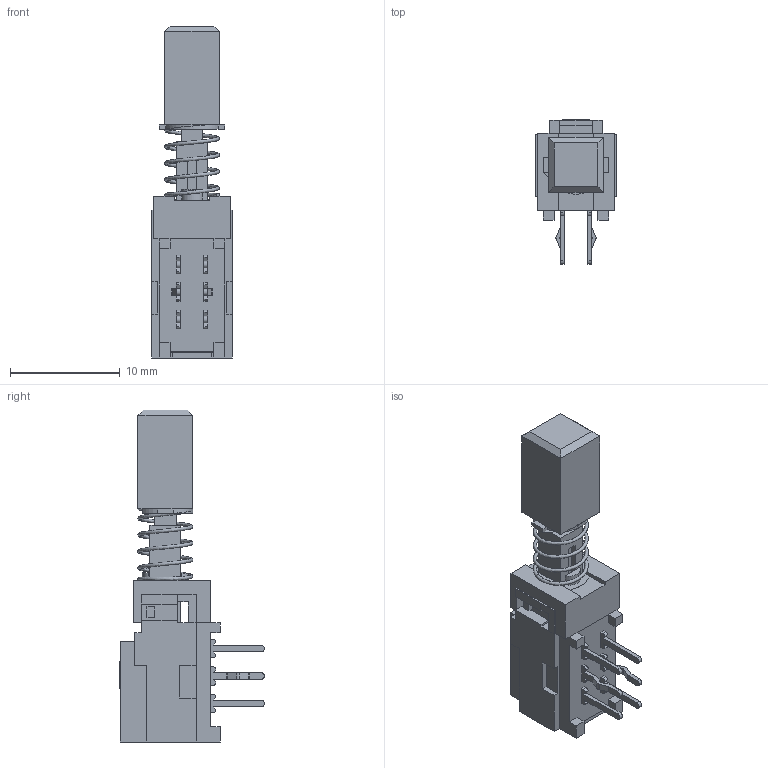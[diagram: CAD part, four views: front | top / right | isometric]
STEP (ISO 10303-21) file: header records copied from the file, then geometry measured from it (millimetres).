
FILE_DESCRIPTION(/* description */ (''),/* implementation_level */ '2;1');
FILE_NAME(/* name */ 'PBH2UOASNPNAGV1SDGR.stp',/* time_stamp */ '2025-12-30T07:24:25-06:00',/* author */ ('jmeyers'),/* organization */ (''),/* preprocessor_version */ 'ST-DEVELOPER v18.1',/* originating_system */ 'Autodesk Inventor 2022',/* authorisation */ '');
FILE_SCHEMA (('AUTOMOTIVE_DESIGN { 1 0 10303 214 3 1 1 }'));
Length unit declared in the file: inch
Products named in the file (1): Part2
Bounding box: 7.3 x 13.15 x 30.2 mm (x, y, z)
Volume: 718.4 mm3; surface area: 1618.2 mm2
Topology: 1 solids, 1 shells, 395 faces, 1150 edges, 740 vertices
Faces by surface type: plane 336, cylinder 48, bspline 11
Entity records: 14016 total; most frequent: CARTESIAN_POINT 3530, ORIENTED_EDGE 2304, DIRECTION 1982, EDGE_CURVE 1152, LINE 1006, VECTOR 1006, VERTEX_POINT 741, AXIS2_PLACEMENT_3D 488
